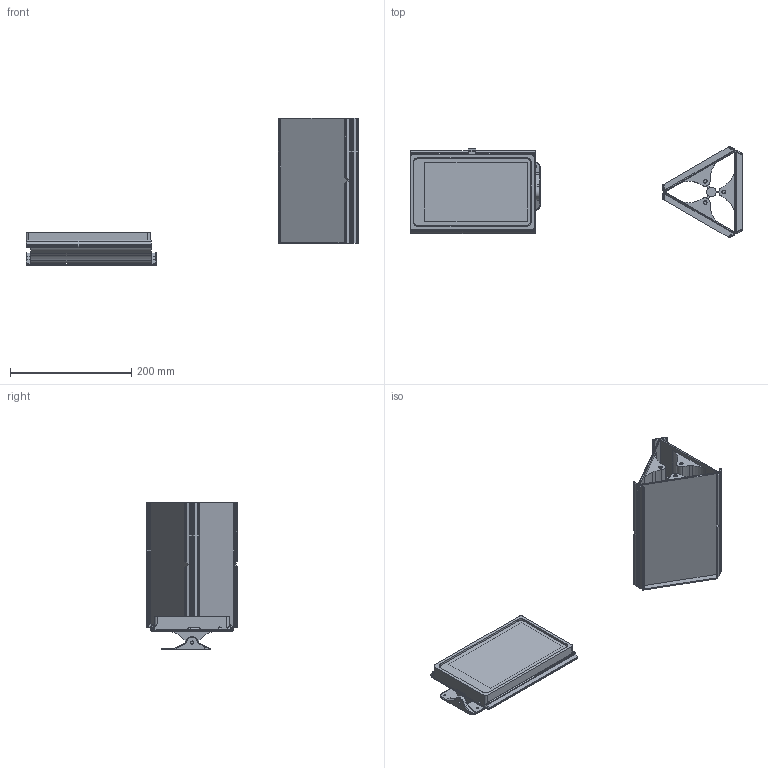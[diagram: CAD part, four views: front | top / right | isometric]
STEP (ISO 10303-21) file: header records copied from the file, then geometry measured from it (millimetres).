
FILE_DESCRIPTION(/* description */ (''),/* implementation_level */ '2;1');
FILE_NAME(/* name */ 'screenMount_sliding.step',/* time_stamp */ '2025-12-17T21:41:25-05:00',/* author */ (''),/* organization */ (''),/* preprocessor_version */ 'ST-DEVELOPER v20.1',/* originating_system */ 'Autodesk Translation Framework v14.21.0.0',/* authorisation */ '');
FILE_SCHEMA (('AUTOMOTIVE_DESIGN { 1 0 10303 214 3 1 1 }'));
Length unit declared in the file: millimetre
Products named in the file (3): screenMount_sliding; raspberry pi display; piScreen
Assembly tree (2 placements, depth 3):
  screenMount_sliding
    raspberry pi display
      piScreen
Bounding box: 548.12 x 150.86 x 244 mm (x, y, z)
Volume: 1254555.9 mm3; surface area: 484418.3 mm2
Topology: 6 solids, 6 shells, 1004 faces, 2533 edges, 1596 vertices
Faces by surface type: plane 696, cylinder 202, cone 64, torus 30, bspline 10, sphere 2
Full cylindrical faces by diameter (mm): 2.75 x4, 3 x8, 3.5 x8, 5 x8, 6 x12, 8 x4, 15.848 x1
Entity records: 30244 total; most frequent: CARTESIAN_POINT 5397, DIRECTION 5196, ORIENTED_EDGE 5062, EDGE_CURVE 2531, LINE 1850, VECTOR 1850, AXIS2_PLACEMENT_3D 1673, VERTEX_POINT 1596
